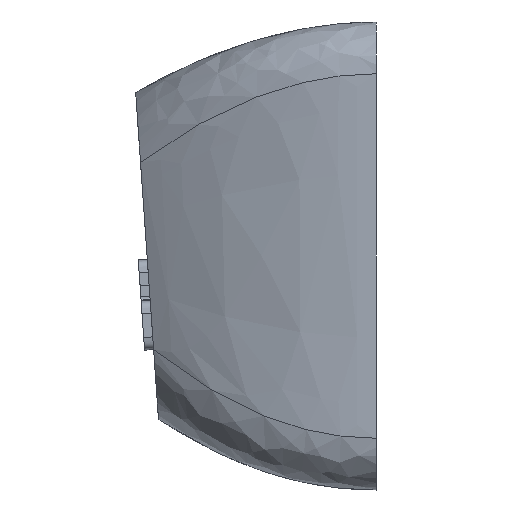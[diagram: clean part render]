
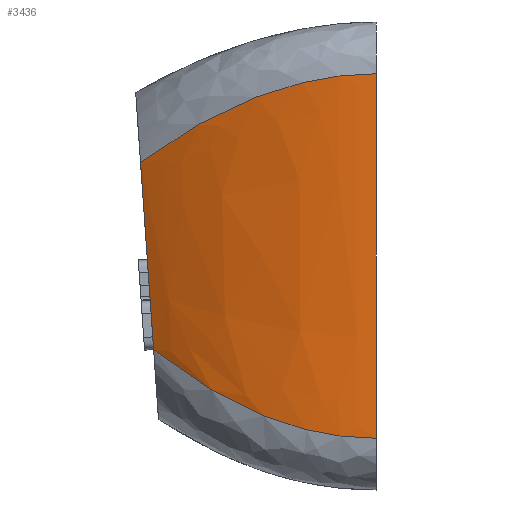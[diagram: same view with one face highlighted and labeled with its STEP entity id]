
A CAD part, left-side view. The second image highlights one B-rep face of the part: STEP entity #3436.
In plain terms, the highlighted free-form (B-spline) face has degree [3, 3] with [4, 4] control points.
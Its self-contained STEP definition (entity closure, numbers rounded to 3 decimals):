
#139=B_SPLINE_CURVE_WITH_KNOTS('',3,(#6211,#6212,#6213,#6214),
 .UNSPECIFIED.,.F.,.F.,(4,4),(0.,1.),.UNSPECIFIED.);
#141=B_SPLINE_CURVE_WITH_KNOTS('',3,(#6235,#6236,#6237,#6238),
 .UNSPECIFIED.,.F.,.F.,(4,4),(0.,1.),.UNSPECIFIED.);
#210=B_SPLINE_SURFACE_WITH_KNOTS('',3,3,((#6219,#6220,#6221,#6222),(#6223,
#6224,#6225,#6226),(#6227,#6228,#6229,#6230),(#6231,#6232,#6233,#6234)),
 .UNSPECIFIED.,.F.,.F.,.F.,(4,4),(4,4),(0.,1.),(0.,1.),.UNSPECIFIED.);
#315=FACE_OUTER_BOUND('',#508,.T.);
#508=EDGE_LOOP('',(#2677,#2678,#2679,#2680));
#754=LINE('',#6162,#1119);
#761=LINE('',#6190,#1126);
#1119=VECTOR('',#3943,10.);
#1126=VECTOR('',#3966,10.);
#1499=VERTEX_POINT('',#6159);
#1500=VERTEX_POINT('',#6161);
#1507=VERTEX_POINT('',#6176);
#1513=VERTEX_POINT('',#6188);
#1917=EDGE_CURVE('',#1499,#1500,#754,.T.);
#1931=EDGE_CURVE('',#1507,#1513,#761,.T.);
#1932=EDGE_CURVE('',#1507,#1499,#139,.T.);
#1934=EDGE_CURVE('',#1513,#1500,#141,.T.);
#2677=ORIENTED_EDGE('',*,*,#1931,.T.);
#2678=ORIENTED_EDGE('',*,*,#1934,.T.);
#2679=ORIENTED_EDGE('',*,*,#1917,.F.);
#2680=ORIENTED_EDGE('',*,*,#1932,.F.);
#3436=ADVANCED_FACE('',(#315),#210,.T.);
#3943=DIRECTION('',(0.,0.,-1.));
#3966=DIRECTION('',(0.,-0.07,-0.998));
#6159=CARTESIAN_POINT('',(0.,0.,16.1));
#6161=CARTESIAN_POINT('',(0.,0.,2.));
#6162=CARTESIAN_POINT('',(0.,0.,16.1));
#6176=CARTESIAN_POINT('',(2.7,9.12,12.669));
#6188=CARTESIAN_POINT('',(2.7,8.614,5.431));
#6190=CARTESIAN_POINT('',(2.7,9.12,12.669));
#6211=CARTESIAN_POINT('Ctrl Pts',(2.7,9.12,12.669));
#6212=CARTESIAN_POINT('Ctrl Pts',(0.9,6.08,14.956));
#6213=CARTESIAN_POINT('Ctrl Pts',(0.,2.956,
16.1));
#6214=CARTESIAN_POINT('Ctrl Pts',(0.,0.,16.1));
#6219=CARTESIAN_POINT('Ctrl Pts',(2.7,9.12,12.669));
#6220=CARTESIAN_POINT('Ctrl Pts',(0.9,6.08,14.956));
#6221=CARTESIAN_POINT('Ctrl Pts',(0.,2.956,
16.1));
#6222=CARTESIAN_POINT('Ctrl Pts',(0.,0.,16.1));
#6223=CARTESIAN_POINT('Ctrl Pts',(2.7,9.022,11.259));
#6224=CARTESIAN_POINT('Ctrl Pts',(0.939,6.014,13.324));
#6225=CARTESIAN_POINT('Ctrl Pts',(0.,2.956,
15.053));
#6226=CARTESIAN_POINT('Ctrl Pts',(0.,0.,15.053));
#6227=CARTESIAN_POINT('Ctrl Pts',(2.7,8.713,6.841));
#6228=CARTESIAN_POINT('Ctrl Pts',(0.939,5.808,4.776));
#6229=CARTESIAN_POINT('Ctrl Pts',(0.,2.956,
3.047));
#6230=CARTESIAN_POINT('Ctrl Pts',(0.,0.,3.047));
#6231=CARTESIAN_POINT('Ctrl Pts',(2.7,8.614,5.431));
#6232=CARTESIAN_POINT('Ctrl Pts',(0.9,5.743,3.144));
#6233=CARTESIAN_POINT('Ctrl Pts',(0.,2.956,
2.));
#6234=CARTESIAN_POINT('Ctrl Pts',(0.,0.,2.));
#6235=CARTESIAN_POINT('Ctrl Pts',(2.7,8.614,5.431));
#6236=CARTESIAN_POINT('Ctrl Pts',(0.9,5.743,3.144));
#6237=CARTESIAN_POINT('Ctrl Pts',(0.,2.956,
2.));
#6238=CARTESIAN_POINT('Ctrl Pts',(0.,0.,
2.));
